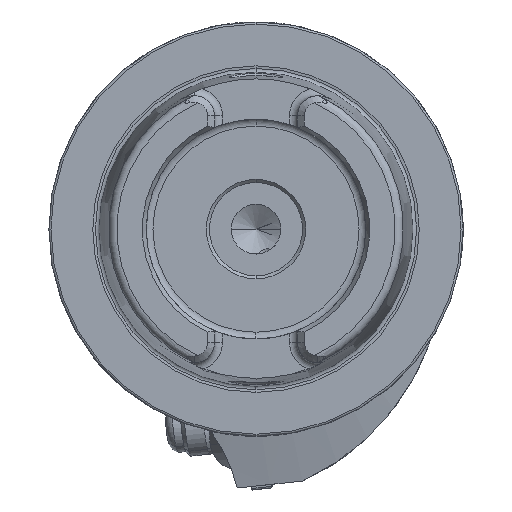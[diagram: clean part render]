
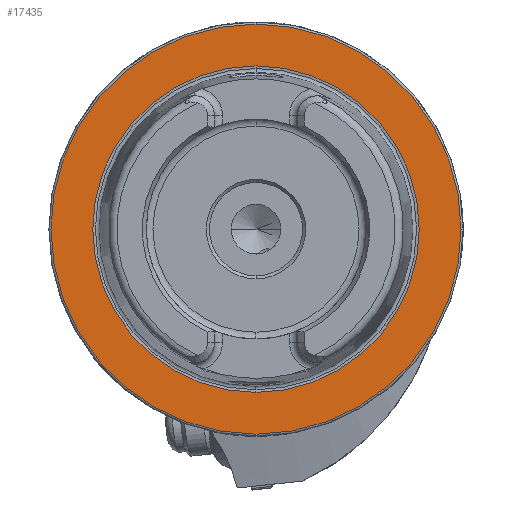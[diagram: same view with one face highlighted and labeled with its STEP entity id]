
A CAD part, left-side view. The second image highlights one B-rep face of the part: STEP entity #17435.
In plain terms, the highlighted planar face has unit normal (-1, 0, 0).
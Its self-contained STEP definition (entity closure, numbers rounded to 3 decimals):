
#137 = EDGE_CURVE ( 'NONE', #4395, #2818, #5912, .T. ) ;
#508 = AXIS2_PLACEMENT_3D ( 'NONE', #1349, #6855, #16770 ) ;
#1247 = PLANE ( 'NONE',  #17165 ) ;
#1349 = CARTESIAN_POINT ( 'NONE',  ( 0., 0., 0. ) ) ;
#1553 = CARTESIAN_POINT ( 'NONE',  ( 0., 0., 49.5 ) ) ;
#1730 = DIRECTION ( 'NONE',  ( -1., 0., 0. ) ) ;
#2525 = AXIS2_PLACEMENT_3D ( 'NONE', #3196, #1730, #17171 ) ;
#2818 = VERTEX_POINT ( 'NONE', #1553 ) ;
#2906 = ORIENTED_EDGE ( 'NONE', *, *, #137, .T. ) ;
#3196 = CARTESIAN_POINT ( 'NONE',  ( 0., 0., 0. ) ) ;
#4395 = VERTEX_POINT ( 'NONE', #16661 ) ;
#4454 = CIRCLE ( 'NONE', #508, 39.405 ) ;
#4788 = VERTEX_POINT ( 'NONE', #4854 ) ;
#4831 = EDGE_LOOP ( 'NONE', ( #7221, #5867 ) ) ;
#4854 = CARTESIAN_POINT ( 'NONE',  ( 0., 0., 39.405 ) ) ;
#5270 = EDGE_LOOP ( 'NONE', ( #13629, #2906 ) ) ;
#5459 = CARTESIAN_POINT ( 'NONE',  ( 0., 49.5, 0. ) ) ;
#5867 = ORIENTED_EDGE ( 'NONE', *, *, #6292, .F. ) ;
#5912 = CIRCLE ( 'NONE', #10492, 49.5 ) ;
#6292 = EDGE_CURVE ( 'NONE', #11684, #4788, #4454, .T. ) ;
#6855 = DIRECTION ( 'NONE',  ( -1., 0., 0. ) ) ;
#7207 = CARTESIAN_POINT ( 'NONE',  ( 0., 0., 0. ) ) ;
#7221 = ORIENTED_EDGE ( 'NONE', *, *, #9082, .F. ) ;
#7336 = CARTESIAN_POINT ( 'NONE',  ( 0., 0., -39.405 ) ) ;
#9030 = CIRCLE ( 'NONE', #2525, 39.405 ) ;
#9082 = EDGE_CURVE ( 'NONE', #4788, #11684, #9030, .T. ) ;
#9449 = FACE_OUTER_BOUND ( 'NONE', #5270, .T. ) ;
#10492 = AXIS2_PLACEMENT_3D ( 'NONE', #17141, #17380, #15796 ) ;
#11546 = CIRCLE ( 'NONE', #17608, 49.5 ) ;
#11684 = VERTEX_POINT ( 'NONE', #7336 ) ;
#12907 = DIRECTION ( 'NONE',  ( 0., 0., 1. ) ) ;
#13629 = ORIENTED_EDGE ( 'NONE', *, *, #14402, .T. ) ;
#14302 = FACE_BOUND ( 'NONE', #4831, .T. ) ;
#14402 = EDGE_CURVE ( 'NONE', #2818, #4395, #11546, .T. ) ;
#15349 = DIRECTION ( 'NONE',  ( 1., 0., 0. ) ) ;
#15612 = DIRECTION ( 'NONE',  ( -1., 0., 0. ) ) ;
#15796 = DIRECTION ( 'NONE',  ( 0., 0., 1. ) ) ;
#16661 = CARTESIAN_POINT ( 'NONE',  ( 0., 0., -49.5 ) ) ;
#16770 = DIRECTION ( 'NONE',  ( 0., 0., 1. ) ) ;
#16863 = DIRECTION ( 'NONE',  ( 0., 0., -1. ) ) ;
#17141 = CARTESIAN_POINT ( 'NONE',  ( 0., 0., 0. ) ) ;
#17165 = AXIS2_PLACEMENT_3D ( 'NONE', #5459, #15349, #16863 ) ;
#17171 = DIRECTION ( 'NONE',  ( 0., 0., 1. ) ) ;
#17380 = DIRECTION ( 'NONE',  ( -1., 0., 0. ) ) ;
#17435 = ADVANCED_FACE ( 'NONE', ( #14302, #9449 ), #1247, .F. ) ;
#17608 = AXIS2_PLACEMENT_3D ( 'NONE', #7207, #15612, #12907 ) ;
